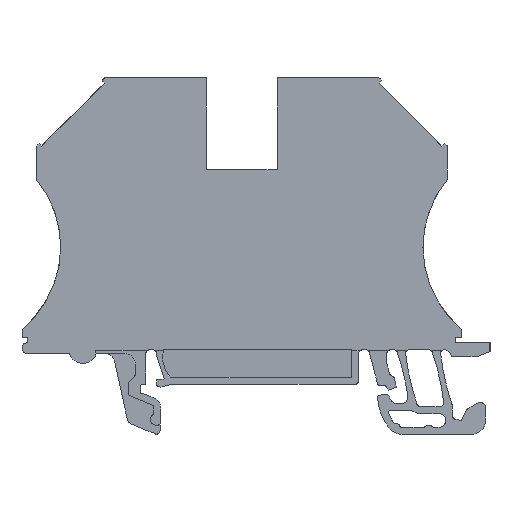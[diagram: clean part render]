
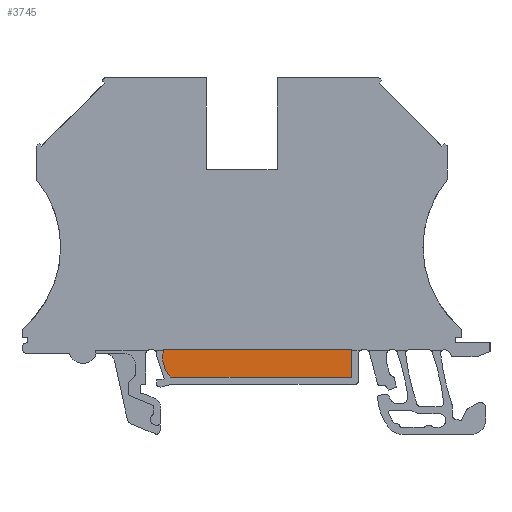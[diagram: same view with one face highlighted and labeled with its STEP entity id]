
A CAD part, left-side view. The second image highlights one B-rep face of the part: STEP entity #3745.
In plain terms, the highlighted planar face has unit normal (-1, 0, 0).
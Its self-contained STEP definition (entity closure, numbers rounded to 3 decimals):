
#1364=AXIS2_PLACEMENT_3D('Circle Axis2P3D',#1362,#1363,$) ;
#3737=AXIS2_PLACEMENT_3D('Plane Axis2P3D',#3734,#3735,#3736) ;
#1359=CARTESIAN_POINT('Vertex',(7.5,45.,8.05)) ;
#1362=CARTESIAN_POINT('Axis2P3D Location',(7.5,42.141,10.847)) ;
#1366=CARTESIAN_POINT('Vertex',(7.5,46.,11.9)) ;
#1388=CARTESIAN_POINT('Line Origine',(7.5,32.75,11.9)) ;
#1392=CARTESIAN_POINT('Vertex',(7.5,19.5,11.9)) ;
#1426=CARTESIAN_POINT('Line Origine',(7.5,19.5,9.975)) ;
#1430=CARTESIAN_POINT('Vertex',(7.5,19.5,8.05)) ;
#3722=CARTESIAN_POINT('Line Origine',(7.5,32.25,8.05)) ;
#3734=CARTESIAN_POINT('Axis2P3D Location',(7.5,42.141,10.847)) ;
#1363=DIRECTION('Axis2P3D Direction',(1.,0.,0.)) ;
#1389=DIRECTION('Vector Direction',(0.,1.,0.)) ;
#1427=DIRECTION('Vector Direction',(0.,0.,1.)) ;
#3723=DIRECTION('Vector Direction',(0.,-1.,0.)) ;
#3735=DIRECTION('Axis2P3D Direction',(-1.,0.,0.)) ;
#3736=DIRECTION('Axis2P3D XDirection',(0.,0.,-1.)) ;
#1390=VECTOR('Line Direction',#1389,1.) ;
#1428=VECTOR('Line Direction',#1427,1.) ;
#3724=VECTOR('Line Direction',#3723,1.) ;
#3740=ORIENTED_EDGE('',*,*,#1432,.T.) ;
#3741=ORIENTED_EDGE('',*,*,#1394,.T.) ;
#3742=ORIENTED_EDGE('',*,*,#1368,.T.) ;
#3743=ORIENTED_EDGE('',*,*,#3726,.T.) ;
#3745=ADVANCED_FACE('V1',(#3744),#3738,.T.) ;
#1365=CIRCLE('generated circle',#1364,4.) ;
#1368=EDGE_CURVE('',#1367,#1360,#1365,.F.) ;
#1394=EDGE_CURVE('',#1393,#1367,#1391,.T.) ;
#1432=EDGE_CURVE('',#1431,#1393,#1429,.T.) ;
#3726=EDGE_CURVE('',#1360,#1431,#3725,.T.) ;
#3739=EDGE_LOOP('',(#3740,#3741,#3742,#3743)) ;
#3744=FACE_OUTER_BOUND('',#3739,.T.) ;
#1391=LINE('Line',#1388,#1390) ;
#1429=LINE('Line',#1426,#1428) ;
#3725=LINE('Line',#3722,#3724) ;
#3738=PLANE('',#3737) ;
#1360=VERTEX_POINT('',#1359) ;
#1367=VERTEX_POINT('',#1366) ;
#1393=VERTEX_POINT('',#1392) ;
#1431=VERTEX_POINT('',#1430) ;
